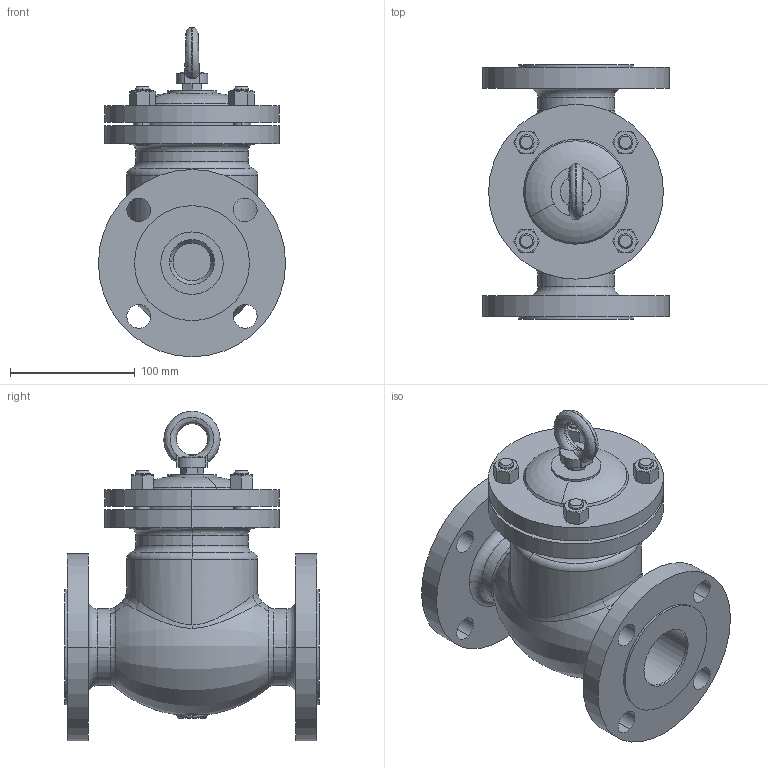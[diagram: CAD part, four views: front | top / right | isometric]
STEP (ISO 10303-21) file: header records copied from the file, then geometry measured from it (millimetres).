
FILE_DESCRIPTION(('CATIA V5 STEP Exchange','CAx-IF Rec.Pracs.--- Model Styling and Organization---1.5--- 2016-08-15','CAx-IF Rec.Pracs.---Supplemental Geometry---1.0---2011-11-01','CAx-IF Rec.Pracs.--- Composite Materials ---3.4---2017-06-13','CAx-IF Rec.Pracs.---Tessellated 3D Geometry---1.0---2015-12-17'),'2;1');
FILE_NAME('Full Assembly for Swing Check Valve.stp','2022-04-06T09:04:35+00:00',('none'),('none'),'CATIA Version 5-6 Release 2020 SP5','CATIA V5 STEP AP242 v2','none');
FILE_SCHEMA(('AP242_MANAGED_MODEL_BASED_3D_ENGINEERING_MIM_LF {1 0 10303 442 1 1 4}'));
Length unit declared in the file: millimetre
Products named in the file (20): Full Assembly for Swing Check Valve; Check Valve Body; Swing Addembly; Hanger2; Hanger1; Pin; Swing Part; AS 1237 - 14 mm; ANSI B18.2.4.2M - M14x2; AS 1110 - M6 x 12; AS 1110 - M10 x 30; Cap Addembly; Cap Part; Lifting Lug1; DIN 580 - M10; AS 1112 - M10; Gasket; Assembly1; CSN 02 1174 - A M12 x 35; ANSI B18.2.4.2M - M12x1.75
Assembly tree (22 placements, depth 4):
  Full Assembly for Swing Check Valve
    Check Valve Body
    Swing Addembly
      Hanger2
      Hanger1
      Pin
      Swing Part
      AS 1237 - 14 mm
      ANSI B18.2.4.2M - M14x2
      AS 1110 - M6 x 12
      AS 1110 - M10 x 30
    Cap Addembly
      Cap Part
      Lifting Lug1
        DIN 580 - M10
        AS 1112 - M10
    Gasket
    Assembly1  x4
      CSN 02 1174 - A M12 x 35
      ANSI B18.2.4.2M - M12x1.75
Bounding box: 150 x 204 x 264 mm (x, y, z)
Volume: 1347689.9 mm3; surface area: 337666.1 mm2
Topology: 21 solids, 21 shells, 748 faces, 1703 edges, 985 vertices
Faces by surface type: cylinder 234, cone 188, plane 163, torus 85, bspline 54, sphere 20, revolution 4
Entity records: 23625 total; most frequent: CARTESIAN_POINT 9974, ORIENTED_EDGE 2886, DIRECTION 2203, EDGE_CURVE 1443, AXIS2_PLACEMENT_3D 1231, VERTEX_POINT 853, EDGE_LOOP 710, CIRCLE 685
